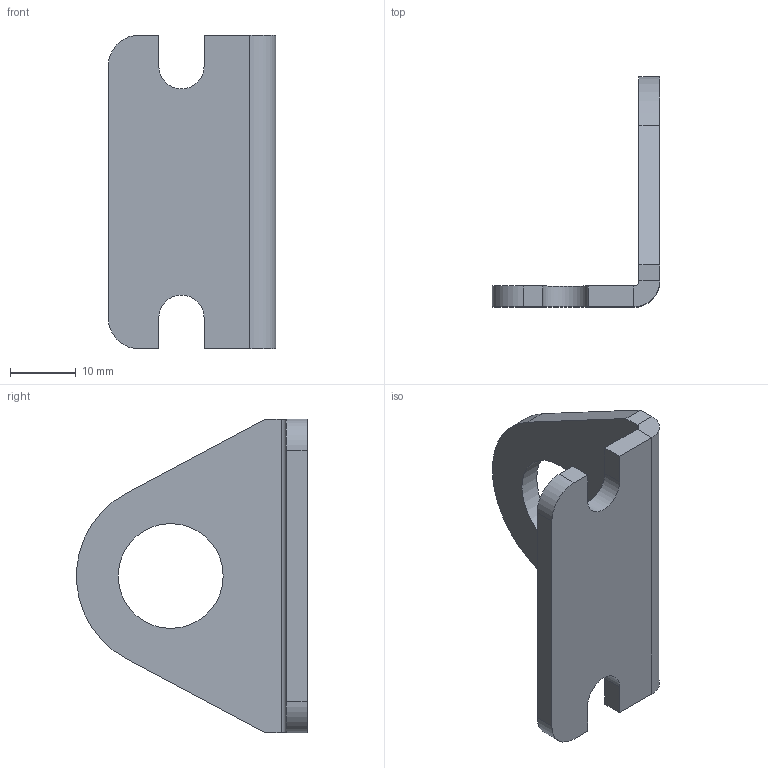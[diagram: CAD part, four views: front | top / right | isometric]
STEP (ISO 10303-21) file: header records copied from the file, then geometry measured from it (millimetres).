
FILE_DESCRIPTION (( 'STEP AP214' ), '1' );
FILE_NAME ('FMB-6.step', '2017-08-21T12:56:34', ( '' ), ( '' ), 'SwSTEP 2.0', 'SolidWorks 2017', '' );
FILE_SCHEMA (( 'AUTOMOTIVE_DESIGN' ));
Length unit declared in the file: inch
Products named in the file (1): FMB-6
Bounding box: 25.4 x 34.95 x 47.6 mm (x, y, z)
Volume: 6045.7 mm3; surface area: 4614.9 mm2
Topology: 1 solids, 1 shells, 28 faces, 70 edges, 44 vertices
Faces by surface type: plane 19, cylinder 9
Entity records: 872 total; most frequent: DIRECTION 146, CARTESIAN_POINT 143, ORIENTED_EDGE 140, EDGE_CURVE 70, LINE 52, VECTOR 52, AXIS2_PLACEMENT_3D 47, VERTEX_POINT 44
